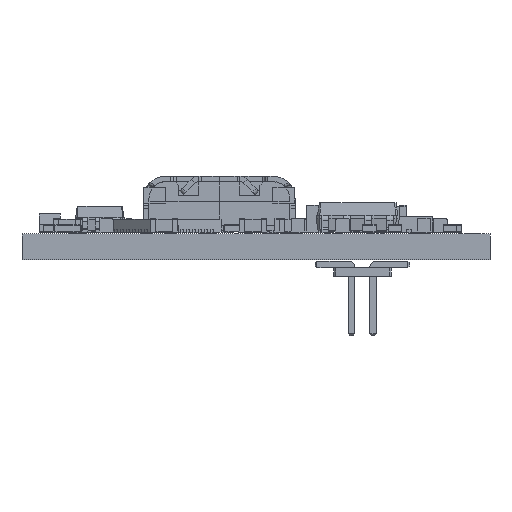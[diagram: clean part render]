
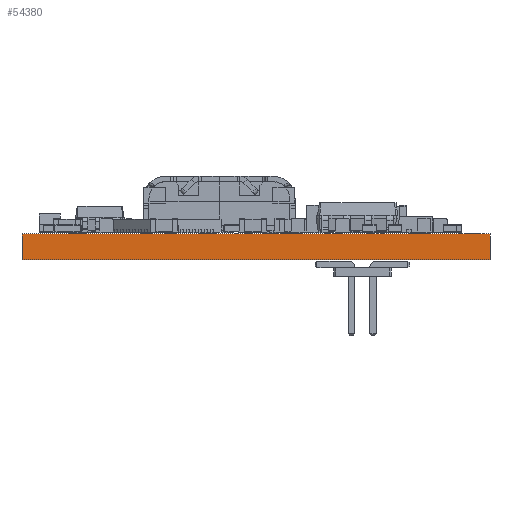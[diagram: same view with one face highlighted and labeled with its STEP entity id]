
A CAD part, front view. The second image highlights one B-rep face of the part: STEP entity #54380.
In plain terms, the highlighted planar face has unit normal (0, -1, 0).
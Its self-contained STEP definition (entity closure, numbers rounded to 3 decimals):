
#54380 = ADVANCED_FACE('',(#54381),#54415,.T.);
#54381 = FACE_BOUND('',#54382,.T.);
#54382 = EDGE_LOOP('',(#54383,#54393,#54401,#54409));
#54383 = ORIENTED_EDGE('',*,*,#54384,.T.);
#54384 = EDGE_CURVE('',#54385,#54387,#54389,.T.);
#54385 = VERTEX_POINT('',#54386);
#54386 = CARTESIAN_POINT('',(153.85,-109.59,0.));
#54387 = VERTEX_POINT('',#54388);
#54388 = CARTESIAN_POINT('',(153.85,-109.59,1.51));
#54389 = LINE('',#54390,#54391);
#54390 = CARTESIAN_POINT('',(153.85,-109.59,0.));
#54391 = VECTOR('',#54392,1.);
#54392 = DIRECTION('',(0.,0.,1.));
#54393 = ORIENTED_EDGE('',*,*,#54394,.T.);
#54394 = EDGE_CURVE('',#54387,#54395,#54397,.T.);
#54395 = VERTEX_POINT('',#54396);
#54396 = CARTESIAN_POINT('',(126.24,-109.59,1.51));
#54397 = LINE('',#54398,#54399);
#54398 = CARTESIAN_POINT('',(153.85,-109.59,1.51));
#54399 = VECTOR('',#54400,1.);
#54400 = DIRECTION('',(-1.,0.,0.));
#54401 = ORIENTED_EDGE('',*,*,#54402,.F.);
#54402 = EDGE_CURVE('',#54403,#54395,#54405,.T.);
#54403 = VERTEX_POINT('',#54404);
#54404 = CARTESIAN_POINT('',(126.24,-109.59,0.));
#54405 = LINE('',#54406,#54407);
#54406 = CARTESIAN_POINT('',(126.24,-109.59,0.));
#54407 = VECTOR('',#54408,1.);
#54408 = DIRECTION('',(0.,0.,1.));
#54409 = ORIENTED_EDGE('',*,*,#54410,.F.);
#54410 = EDGE_CURVE('',#54385,#54403,#54411,.T.);
#54411 = LINE('',#54412,#54413);
#54412 = CARTESIAN_POINT('',(153.85,-109.59,0.));
#54413 = VECTOR('',#54414,1.);
#54414 = DIRECTION('',(-1.,0.,0.));
#54415 = PLANE('',#54416);
#54416 = AXIS2_PLACEMENT_3D('',#54417,#54418,#54419);
#54417 = CARTESIAN_POINT('',(153.85,-109.59,0.));
#54418 = DIRECTION('',(0.,-1.,0.));
#54419 = DIRECTION('',(-1.,0.,0.));
